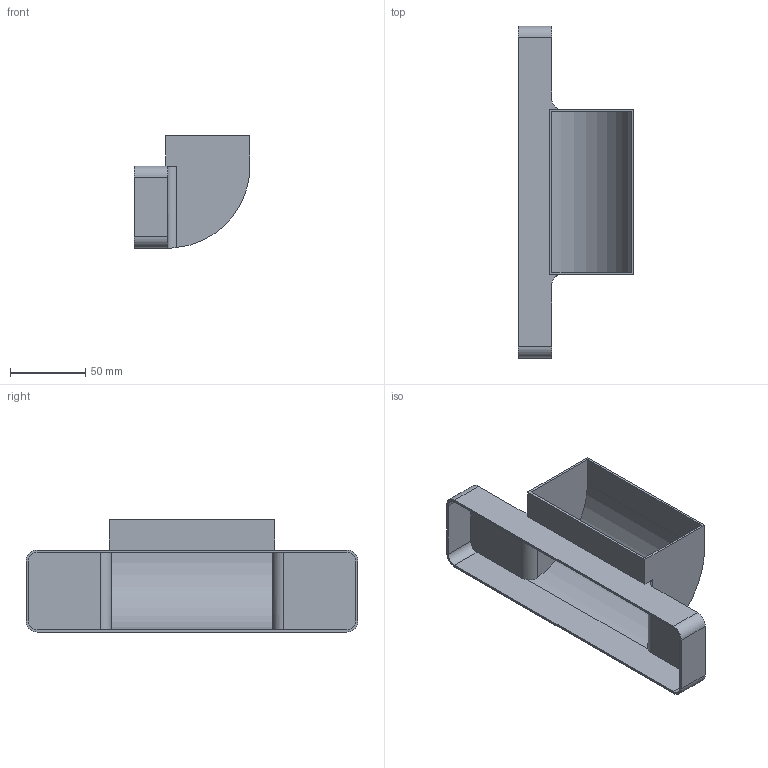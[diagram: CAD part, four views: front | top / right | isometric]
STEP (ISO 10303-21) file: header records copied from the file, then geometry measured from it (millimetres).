
FILE_DESCRIPTION (( 'STEP AP203' ), '1' );
FILE_NAME ('076720_-.step', '2019-08-07T07:46:46', ( '' ), ( '' ), 'SwSTEP 2.0', 'SolidWorks 2017', '' );
FILE_SCHEMA (( 'CONFIG_CONTROL_DESIGN' ));
Length unit declared in the file: millimetre
Products named in the file (1): 076720_-
Bounding box: 77 x 220.5 x 74.5 mm (x, y, z)
Volume: 56386.9 mm3; surface area: 76469.1 mm2
Topology: 1 solids, 1 shells, 36 faces, 100 edges, 66 vertices
Faces by surface type: plane 22, cylinder 14
Entity records: 1295 total; most frequent: CARTESIAN_POINT 271, ORIENTED_EDGE 200, DIRECTION 196, EDGE_CURVE 100, VECTOR 70, LINE 70, VERTEX_POINT 66, AXIS2_PLACEMENT_3D 63
